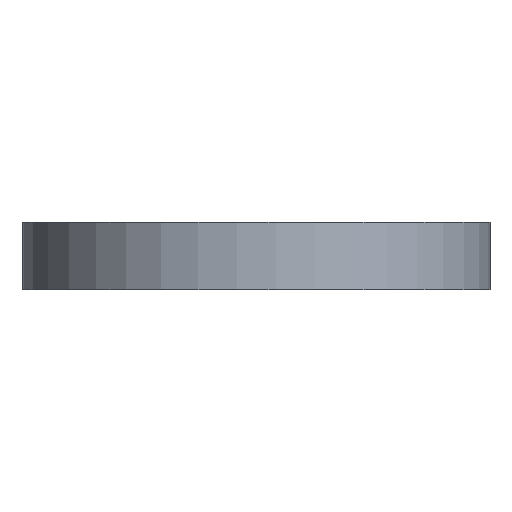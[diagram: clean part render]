
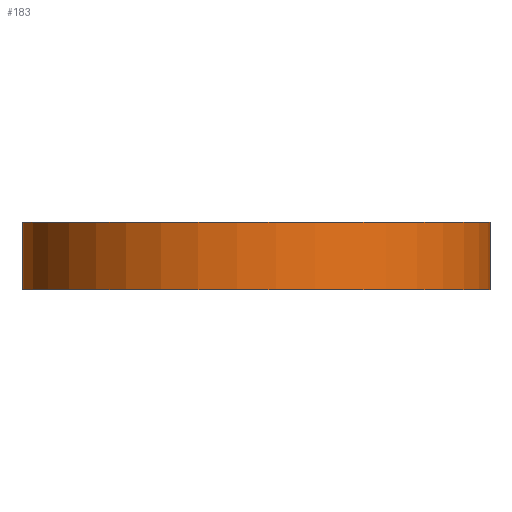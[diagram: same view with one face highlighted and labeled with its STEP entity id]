
A CAD part, front view. The second image highlights one B-rep face of the part: STEP entity #183.
In plain terms, the highlighted cylindrical face has radius 10.903 mm (diameter 21.806 mm), a partial arc.
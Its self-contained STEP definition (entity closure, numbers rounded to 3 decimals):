
#29=FACE_OUTER_BOUND('',#39,.T.);
#39=EDGE_LOOP('',(#149,#150,#151,#152));
#57=LINE('',#300,#73);
#58=LINE('',#306,#74);
#73=VECTOR('',#245,3.125);
#74=VECTOR('',#252,3.125);
#83=CIRCLE('',#202,10.903);
#84=CIRCLE('',#203,10.903);
#97=VERTEX_POINT('',#296);
#98=VERTEX_POINT('',#298);
#99=VERTEX_POINT('',#302);
#100=VERTEX_POINT('',#304);
#119=EDGE_CURVE('',#97,#98,#57,.T.);
#120=EDGE_CURVE('',#99,#97,#83,.T.);
#121=EDGE_CURVE('',#100,#98,#84,.T.);
#122=EDGE_CURVE('',#99,#100,#58,.T.);
#149=ORIENTED_EDGE('',*,*,#120,.T.);
#150=ORIENTED_EDGE('',*,*,#119,.T.);
#151=ORIENTED_EDGE('',*,*,#121,.F.);
#152=ORIENTED_EDGE('',*,*,#122,.F.);
#176=CYLINDRICAL_SURFACE('',#201,10.903);
#183=ADVANCED_FACE('',(#29),#176,.T.);
#201=AXIS2_PLACEMENT_3D('',#301,#246,#247);
#202=AXIS2_PLACEMENT_3D('',#303,#248,#249);
#203=AXIS2_PLACEMENT_3D('',#305,#250,#251);
#245=DIRECTION('',(0.,0.,-1.));
#246=DIRECTION('center_axis',(0.,0.,-1.));
#247=DIRECTION('ref_axis',(1.,0.028,0.));
#248=DIRECTION('center_axis',(0.,0.,-1.));
#249=DIRECTION('ref_axis',(1.,0.028,0.));
#250=DIRECTION('center_axis',(0.,0.,-1.));
#251=DIRECTION('ref_axis',(1.,0.028,0.));
#252=DIRECTION('',(0.,0.,-1.));
#296=CARTESIAN_POINT('',(-10.842,41.626,-5.));
#298=CARTESIAN_POINT('',(-10.842,41.626,-8.125));
#300=CARTESIAN_POINT('',(-10.842,41.626,-5.));
#301=CARTESIAN_POINT('Origin',(0.058,41.36,-5.));
#302=CARTESIAN_POINT('',(10.956,41.662,-5.));
#303=CARTESIAN_POINT('Origin',(0.058,41.36,-5.));
#304=CARTESIAN_POINT('',(10.956,41.662,-8.125));
#305=CARTESIAN_POINT('Origin',(0.058,41.36,-8.125));
#306=CARTESIAN_POINT('',(10.956,41.662,-5.));
